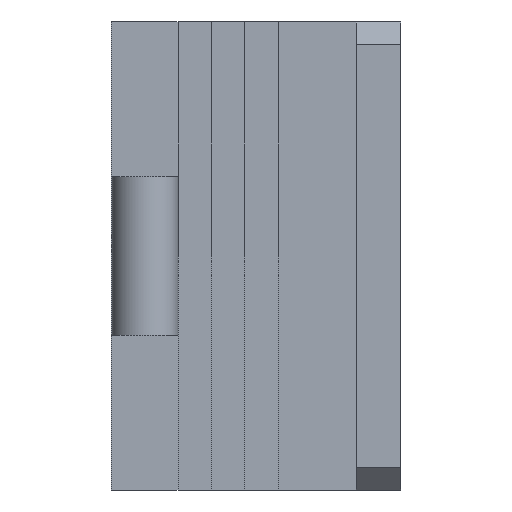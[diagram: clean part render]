
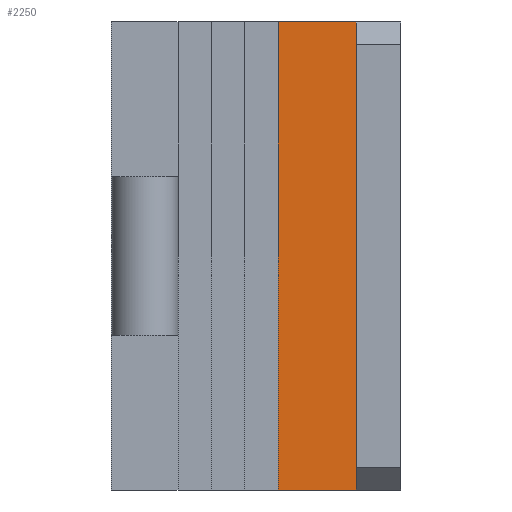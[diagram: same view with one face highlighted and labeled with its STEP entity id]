
A CAD part, left-side view. The second image highlights one B-rep face of the part: STEP entity #2250.
In plain terms, the highlighted planar face has unit normal (-1, 0, 0).
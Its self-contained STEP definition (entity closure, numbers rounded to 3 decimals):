
#72 = PLANE('',#73);
#73 = AXIS2_PLACEMENT_3D('',#74,#75,#76);
#74 = CARTESIAN_POINT('',(-33.418,-214.283,
    0.));
#75 = DIRECTION('',(0.,0.,-1.));
#76 = DIRECTION('',(0.,-1.,0.));
#627 = PLANE('',#628);
#628 = AXIS2_PLACEMENT_3D('',#629,#630,#631);
#629 = CARTESIAN_POINT('',(-33.418,-214.283,42.));
#630 = DIRECTION('',(0.,0.,1.));
#631 = DIRECTION('',(1.,0.,-0.));
#2250 = ADVANCED_FACE('',(#2251),#2265,.F.);
#2251 = FACE_BOUND('',#2252,.F.);
#2252 = EDGE_LOOP('',(#2253,#2283,#2311,#2334));
#2253 = ORIENTED_EDGE('',*,*,#2254,.F.);
#2254 = EDGE_CURVE('',#2255,#2257,#2259,.T.);
#2255 = VERTEX_POINT('',#2256);
#2256 = CARTESIAN_POINT('',(-39.,-210.8,0.));
#2257 = VERTEX_POINT('',#2258);
#2258 = CARTESIAN_POINT('',(-39.,-217.8,0.));
#2259 = SURFACE_CURVE('',#2260,(#2264,#2276),.PCURVE_S1.);
#2260 = LINE('',#2261,#2262);
#2261 = CARTESIAN_POINT('',(-39.,-210.8,0.));
#2262 = VECTOR('',#2263,1.);
#2263 = DIRECTION('',(0.,-1.,0.));
#2264 = PCURVE('',#2265,#2270);
#2265 = PLANE('',#2266);
#2266 = AXIS2_PLACEMENT_3D('',#2267,#2268,#2269);
#2267 = CARTESIAN_POINT('',(-39.,-210.8,0.));
#2268 = DIRECTION('',(1.,0.,0.));
#2269 = DIRECTION('',(0.,-1.,0.));
#2270 = DEFINITIONAL_REPRESENTATION('',(#2271),#2275);
#2271 = LINE('',#2272,#2273);
#2272 = CARTESIAN_POINT('',(0.,0.));
#2273 = VECTOR('',#2274,1.);
#2274 = DIRECTION('',(1.,0.));
#2275 = ( GEOMETRIC_REPRESENTATION_CONTEXT(2) 
PARAMETRIC_REPRESENTATION_CONTEXT() REPRESENTATION_CONTEXT('2D SPACE',''
  ) );
#2276 = PCURVE('',#72,#2277);
#2277 = DEFINITIONAL_REPRESENTATION('',(#2278),#2282);
#2278 = LINE('',#2279,#2280);
#2279 = CARTESIAN_POINT('',(-3.483,5.582));
#2280 = VECTOR('',#2281,1.);
#2281 = DIRECTION('',(1.,0.));
#2282 = ( GEOMETRIC_REPRESENTATION_CONTEXT(2) 
PARAMETRIC_REPRESENTATION_CONTEXT() REPRESENTATION_CONTEXT('2D SPACE',''
  ) );
#2283 = ORIENTED_EDGE('',*,*,#2284,.T.);
#2284 = EDGE_CURVE('',#2255,#2285,#2287,.T.);
#2285 = VERTEX_POINT('',#2286);
#2286 = CARTESIAN_POINT('',(-39.,-210.8,42.));
#2287 = SURFACE_CURVE('',#2288,(#2292,#2299),.PCURVE_S1.);
#2288 = LINE('',#2289,#2290);
#2289 = CARTESIAN_POINT('',(-39.,-210.8,0.));
#2290 = VECTOR('',#2291,1.);
#2291 = DIRECTION('',(0.,0.,1.));
#2292 = PCURVE('',#2265,#2293);
#2293 = DEFINITIONAL_REPRESENTATION('',(#2294),#2298);
#2294 = LINE('',#2295,#2296);
#2295 = CARTESIAN_POINT('',(0.,0.));
#2296 = VECTOR('',#2297,1.);
#2297 = DIRECTION('',(0.,-1.));
#2298 = ( GEOMETRIC_REPRESENTATION_CONTEXT(2) 
PARAMETRIC_REPRESENTATION_CONTEXT() REPRESENTATION_CONTEXT('2D SPACE',''
  ) );
#2299 = PCURVE('',#2300,#2305);
#2300 = PLANE('',#2301);
#2301 = AXIS2_PLACEMENT_3D('',#2302,#2303,#2304);
#2302 = CARTESIAN_POINT('',(-33.,-210.8,0.));
#2303 = DIRECTION('',(0.,-1.,0.));
#2304 = DIRECTION('',(-1.,0.,0.));
#2305 = DEFINITIONAL_REPRESENTATION('',(#2306),#2310);
#2306 = LINE('',#2307,#2308);
#2307 = CARTESIAN_POINT('',(6.,0.));
#2308 = VECTOR('',#2309,1.);
#2309 = DIRECTION('',(0.,-1.));
#2310 = ( GEOMETRIC_REPRESENTATION_CONTEXT(2) 
PARAMETRIC_REPRESENTATION_CONTEXT() REPRESENTATION_CONTEXT('2D SPACE',''
  ) );
#2311 = ORIENTED_EDGE('',*,*,#2312,.T.);
#2312 = EDGE_CURVE('',#2285,#2313,#2315,.T.);
#2313 = VERTEX_POINT('',#2314);
#2314 = CARTESIAN_POINT('',(-39.,-217.8,42.));
#2315 = SURFACE_CURVE('',#2316,(#2320,#2327),.PCURVE_S1.);
#2316 = LINE('',#2317,#2318);
#2317 = CARTESIAN_POINT('',(-39.,-210.8,42.));
#2318 = VECTOR('',#2319,1.);
#2319 = DIRECTION('',(0.,-1.,0.));
#2320 = PCURVE('',#2265,#2321);
#2321 = DEFINITIONAL_REPRESENTATION('',(#2322),#2326);
#2322 = LINE('',#2323,#2324);
#2323 = CARTESIAN_POINT('',(0.,-42.));
#2324 = VECTOR('',#2325,1.);
#2325 = DIRECTION('',(1.,0.));
#2326 = ( GEOMETRIC_REPRESENTATION_CONTEXT(2) 
PARAMETRIC_REPRESENTATION_CONTEXT() REPRESENTATION_CONTEXT('2D SPACE',''
  ) );
#2327 = PCURVE('',#627,#2328);
#2328 = DEFINITIONAL_REPRESENTATION('',(#2329),#2333);
#2329 = LINE('',#2330,#2331);
#2330 = CARTESIAN_POINT('',(-5.582,3.483));
#2331 = VECTOR('',#2332,1.);
#2332 = DIRECTION('',(0.,-1.));
#2333 = ( GEOMETRIC_REPRESENTATION_CONTEXT(2) 
PARAMETRIC_REPRESENTATION_CONTEXT() REPRESENTATION_CONTEXT('2D SPACE',''
  ) );
#2334 = ORIENTED_EDGE('',*,*,#2335,.F.);
#2335 = EDGE_CURVE('',#2257,#2313,#2336,.T.);
#2336 = SURFACE_CURVE('',#2337,(#2341,#2348),.PCURVE_S1.);
#2337 = LINE('',#2338,#2339);
#2338 = CARTESIAN_POINT('',(-39.,-217.8,0.));
#2339 = VECTOR('',#2340,1.);
#2340 = DIRECTION('',(0.,0.,1.));
#2341 = PCURVE('',#2265,#2342);
#2342 = DEFINITIONAL_REPRESENTATION('',(#2343),#2347);
#2343 = LINE('',#2344,#2345);
#2344 = CARTESIAN_POINT('',(7.,0.));
#2345 = VECTOR('',#2346,1.);
#2346 = DIRECTION('',(0.,-1.));
#2347 = ( GEOMETRIC_REPRESENTATION_CONTEXT(2) 
PARAMETRIC_REPRESENTATION_CONTEXT() REPRESENTATION_CONTEXT('2D SPACE',''
  ) );
#2348 = PCURVE('',#2349,#2354);
#2349 = PLANE('',#2350);
#2350 = AXIS2_PLACEMENT_3D('',#2351,#2352,#2353);
#2351 = CARTESIAN_POINT('',(-60.935,-217.8,21.));
#2352 = DIRECTION('',(0.,1.,0.));
#2353 = DIRECTION('',(0.,0.,-1.));
#2354 = DEFINITIONAL_REPRESENTATION('',(#2355),#2359);
#2355 = LINE('',#2356,#2357);
#2356 = CARTESIAN_POINT('',(21.,-21.935));
#2357 = VECTOR('',#2358,1.);
#2358 = DIRECTION('',(-1.,-0.));
#2359 = ( GEOMETRIC_REPRESENTATION_CONTEXT(2) 
PARAMETRIC_REPRESENTATION_CONTEXT() REPRESENTATION_CONTEXT('2D SPACE',''
  ) );
